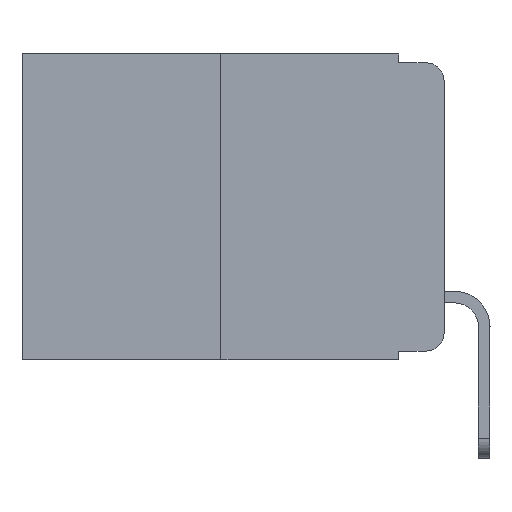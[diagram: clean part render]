
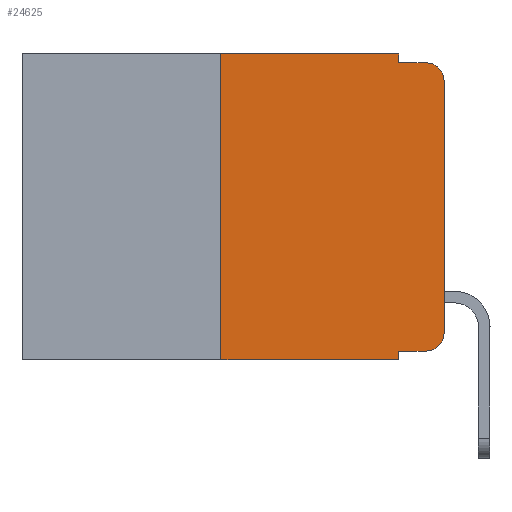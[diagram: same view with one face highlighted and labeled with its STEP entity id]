
A CAD part, left-side view. The second image highlights one B-rep face of the part: STEP entity #24625.
In plain terms, the highlighted planar face has unit normal (-1, 0, 0).
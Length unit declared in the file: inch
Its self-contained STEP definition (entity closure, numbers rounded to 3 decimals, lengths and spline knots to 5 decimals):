
#264 = ORIENTED_EDGE ( 'NONE', *, *, #22079, .T. ) ;
#747 = VECTOR ( 'NONE', #5957, 39.37008 ) ;
#1501 = CARTESIAN_POINT ( 'NONE',  ( 0., 0.051, -0.333 ) ) ;
#1714 = AXIS2_PLACEMENT_3D ( 'NONE', #24718, #13877, #12494 ) ;
#1760 = EDGE_CURVE ( 'NONE', #3227, #19587, #17903, .T. ) ;
#1838 = ORIENTED_EDGE ( 'NONE', *, *, #17060, .F. ) ;
#2567 = CARTESIAN_POINT ( 'NONE',  ( 0., 0.25, 0. ) ) ;
#2993 = CARTESIAN_POINT ( 'NONE',  ( 0., 0.051, 0. ) ) ;
#3186 = VERTEX_POINT ( 'NONE', #21458 ) ;
#3227 = VERTEX_POINT ( 'NONE', #1501 ) ;
#3275 = CARTESIAN_POINT ( 'NONE',  ( 0., 0.051, -0.01 ) ) ;
#3829 = LINE ( 'NONE', #2567, #22707 ) ;
#4745 = LINE ( 'NONE', #11741, #20676 ) ;
#5219 = VERTEX_POINT ( 'NONE', #23046 ) ;
#5352 = VECTOR ( 'NONE', #14927, 39.37008 ) ;
#5940 = DIRECTION ( 'NONE',  ( 0., -1., 0. ) ) ;
#5957 = DIRECTION ( 'NONE',  ( 0., 0., 1. ) ) ;
#6750 = EDGE_CURVE ( 'NONE', #3186, #7716, #3829, .T. ) ;
#7339 = EDGE_CURVE ( 'NONE', #18733, #5219, #12620, .T. ) ;
#7691 = EDGE_CURVE ( 'NONE', #12706, #15191, #7721, .T. ) ;
#7716 = VERTEX_POINT ( 'NONE', #24324 ) ;
#7721 = CIRCLE ( 'NONE', #20141, 0.02 ) ;
#7973 = VECTOR ( 'NONE', #12498, 39.37008 ) ;
#8872 = LINE ( 'NONE', #21491, #5352 ) ;
#9131 = CARTESIAN_POINT ( 'NONE',  ( 0., 0.02, -0.03 ) ) ;
#9169 = CIRCLE ( 'NONE', #22319, 0.02 ) ;
#9456 = CARTESIAN_POINT ( 'NONE',  ( 0., 0.051, -0.01 ) ) ;
#9755 = DIRECTION ( 'NONE',  ( 0., -1., 0. ) ) ;
#9775 = CARTESIAN_POINT ( 'NONE',  ( 0., 0.02, -0.313 ) ) ;
#10889 = DIRECTION ( 'NONE',  ( -1., 0., 0. ) ) ;
#11741 = CARTESIAN_POINT ( 'NONE',  ( 0., 0.473, 0. ) ) ;
#11903 = ORIENTED_EDGE ( 'NONE', *, *, #24371, .T. ) ;
#12053 = CARTESIAN_POINT ( 'NONE',  ( 0., 0.051, -0.343 ) ) ;
#12494 = DIRECTION ( 'NONE',  ( 0., 0., -1. ) ) ;
#12498 = DIRECTION ( 'NONE',  ( 0., -1., 0. ) ) ;
#12620 = LINE ( 'NONE', #3275, #23076 ) ;
#12633 = ORIENTED_EDGE ( 'NONE', *, *, #1760, .F. ) ;
#12706 = VERTEX_POINT ( 'NONE', #17876 ) ;
#12739 = FACE_OUTER_BOUND ( 'NONE', #20085, .T. ) ;
#13513 = LINE ( 'NONE', #24991, #7973 ) ;
#13667 = DIRECTION ( 'NONE',  ( -1., 0., 0. ) ) ;
#13847 = DIRECTION ( 'NONE',  ( 0., 0., -1. ) ) ;
#13877 = DIRECTION ( 'NONE',  ( 1., 0., 0. ) ) ;
#14102 = ORIENTED_EDGE ( 'NONE', *, *, #25877, .T. ) ;
#14208 = ORIENTED_EDGE ( 'NONE', *, *, #18222, .T. ) ;
#14927 = DIRECTION ( 'NONE',  ( 0., 0., -1. ) ) ;
#15191 = VERTEX_POINT ( 'NONE', #16648 ) ;
#16087 = ORIENTED_EDGE ( 'NONE', *, *, #23703, .F. ) ;
#16648 = CARTESIAN_POINT ( 'NONE',  ( 0., 0., -0.313 ) ) ;
#16741 = LINE ( 'NONE', #20627, #18054 ) ;
#17060 = EDGE_CURVE ( 'NONE', #7716, #18612, #4745, .T. ) ;
#17876 = CARTESIAN_POINT ( 'NONE',  ( 0., 0.02, -0.333 ) ) ;
#17903 = LINE ( 'NONE', #21272, #25386 ) ;
#18054 = VECTOR ( 'NONE', #5940, 39.37008 ) ;
#18222 = EDGE_CURVE ( 'NONE', #15191, #22613, #26187, .T. ) ;
#18612 = VERTEX_POINT ( 'NONE', #2993 ) ;
#18733 = VERTEX_POINT ( 'NONE', #9456 ) ;
#18759 = ORIENTED_EDGE ( 'NONE', *, *, #7691, .T. ) ;
#19131 = CARTESIAN_POINT ( 'NONE',  ( 0., 0., -0.03 ) ) ;
#19587 = VERTEX_POINT ( 'NONE', #12053 ) ;
#19887 = ORIENTED_EDGE ( 'NONE', *, *, #6750, .F. ) ;
#20085 = EDGE_LOOP ( 'NONE', ( #14208, #11903, #23851, #16087, #1838, #19887, #264, #12633, #14102, #18759 ) ) ;
#20141 = AXIS2_PLACEMENT_3D ( 'NONE', #9775, #13667, #13847 ) ;
#20394 = CARTESIAN_POINT ( 'NONE',  ( 0., 0., 0. ) ) ;
#20627 = CARTESIAN_POINT ( 'NONE',  ( 0., 0.051, -0.333 ) ) ;
#20676 = VECTOR ( 'NONE', #9755, 39.37008 ) ;
#21272 = CARTESIAN_POINT ( 'NONE',  ( 0., 0.051, 0. ) ) ;
#21458 = CARTESIAN_POINT ( 'NONE',  ( 0., 0.25, -0.343 ) ) ;
#21491 = CARTESIAN_POINT ( 'NONE',  ( 0., 0.051, 0. ) ) ;
#22079 = EDGE_CURVE ( 'NONE', #3186, #19587, #13513, .T. ) ;
#22319 = AXIS2_PLACEMENT_3D ( 'NONE', #9131, #10889, #23727 ) ;
#22613 = VERTEX_POINT ( 'NONE', #19131 ) ;
#22707 = VECTOR ( 'NONE', #25684, 39.37008 ) ;
#23046 = CARTESIAN_POINT ( 'NONE',  ( 0., 0.02, -0.01 ) ) ;
#23076 = VECTOR ( 'NONE', #23618, 39.37008 ) ;
#23618 = DIRECTION ( 'NONE',  ( 0., -1., 0. ) ) ;
#23650 = DIRECTION ( 'NONE',  ( 0., 0., -1. ) ) ;
#23703 = EDGE_CURVE ( 'NONE', #18612, #18733, #8872, .T. ) ;
#23727 = DIRECTION ( 'NONE',  ( 0., 0., -1. ) ) ;
#23851 = ORIENTED_EDGE ( 'NONE', *, *, #7339, .F. ) ;
#24324 = CARTESIAN_POINT ( 'NONE',  ( 0., 0.25, 0. ) ) ;
#24371 = EDGE_CURVE ( 'NONE', #22613, #5219, #9169, .T. ) ;
#24625 = ADVANCED_FACE ( 'NONE', ( #12739 ), #26364, .F. ) ;
#24718 = CARTESIAN_POINT ( 'NONE',  ( 0., 0.473, 0. ) ) ;
#24991 = CARTESIAN_POINT ( 'NONE',  ( 0., 0.473, -0.343 ) ) ;
#25386 = VECTOR ( 'NONE', #23650, 39.37008 ) ;
#25684 = DIRECTION ( 'NONE',  ( 0., 0., 1. ) ) ;
#25877 = EDGE_CURVE ( 'NONE', #3227, #12706, #16741, .T. ) ;
#26187 = LINE ( 'NONE', #20394, #747 ) ;
#26364 = PLANE ( 'NONE',  #1714 ) ;
